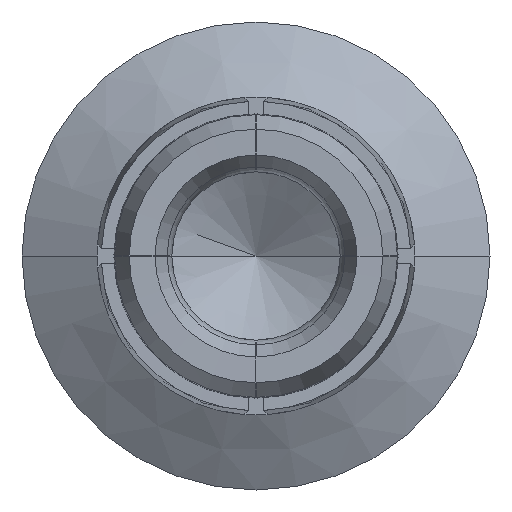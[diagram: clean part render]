
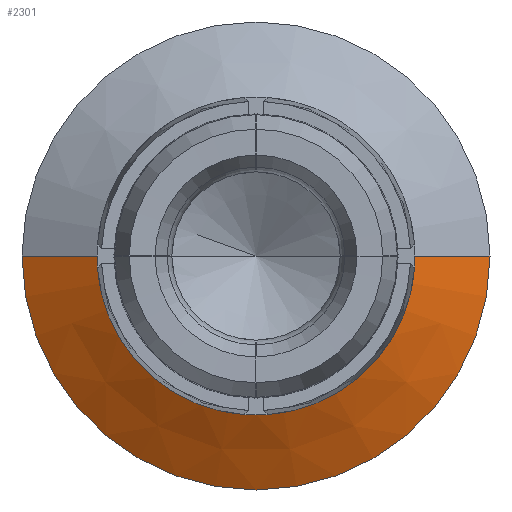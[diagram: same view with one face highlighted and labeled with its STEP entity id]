
A CAD part, front view. The second image highlights one B-rep face of the part: STEP entity #2301.
In plain terms, the highlighted conical face has half-angle 60 degrees and reference radius 2.225 mm.
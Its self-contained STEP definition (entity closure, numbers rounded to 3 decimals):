
#42=CARTESIAN_POINT('',(0.,0.491,0.));
#43=DIRECTION('',(0.,1.,0.));
#44=DIRECTION('',(1.,0.,0.));
#45=AXIS2_PLACEMENT_3D('',#42,#43,#44);
#57=DIRECTION('',(0.866,0.5,0.));
#58=VECTOR('',#57,0.981);
#59=CARTESIAN_POINT('',(1.8,0.,0.));
#60=LINE('',#59,#58);
#61=DIRECTION('',(-0.866,0.5,0.));
#62=VECTOR('',#61,0.981);
#63=CARTESIAN_POINT('',(-1.8,0.,0.));
#64=LINE('',#63,#62);
#65=CARTESIAN_POINT('',(0.,0.,0.));
#66=DIRECTION('',(0.,1.,0.));
#67=DIRECTION('',(1.,0.,0.));
#68=AXIS2_PLACEMENT_3D('',#65,#66,#67);
#1901=CARTESIAN_POINT('',(1.8,0.,0.));
#1903=VERTEX_POINT('',#1901);
#1904=CARTESIAN_POINT('',(2.65,0.491,0.));
#1906=VERTEX_POINT('',#1904);
#1909=CARTESIAN_POINT('',(-1.8,0.,0.));
#1911=VERTEX_POINT('',#1909);
#1912=CARTESIAN_POINT('',(-2.65,0.491,0.));
#1914=VERTEX_POINT('',#1912);
#2289=CARTESIAN_POINT('',(0.,0.245,0.));
#2290=DIRECTION('',(0.,1.,0.));
#2291=DIRECTION('',(1.,0.,0.));
#2292=AXIS2_PLACEMENT_3D('',#2289,#2290,#2291);
#2293=CONICAL_SURFACE('',#2292,2.225,60.);
#2294=ORIENTED_EDGE('',*,*,#2279,.T.);
#2295=ORIENTED_EDGE('',*,*,#2256,.T.);
#2296=ORIENTED_EDGE('',*,*,#2283,.F.);
#2298=ORIENTED_EDGE('',*,*,#2297,.F.);
#2299=EDGE_LOOP('',(#2294,#2295,#2296,#2298));
#2300=FACE_OUTER_BOUND('',#2299,.F.);
#46=CIRCLE('',#45,2.65);
#69=CIRCLE('',#68,1.8);
#2256=EDGE_CURVE('',#1906,#1914,#46,.T.);
#2279=EDGE_CURVE('',#1903,#1906,#60,.T.);
#2283=EDGE_CURVE('',#1911,#1914,#64,.T.);
#2297=EDGE_CURVE('',#1903,#1911,#69,.T.);
#2301=ADVANCED_FACE('',(#2300),#2293,.T.);
